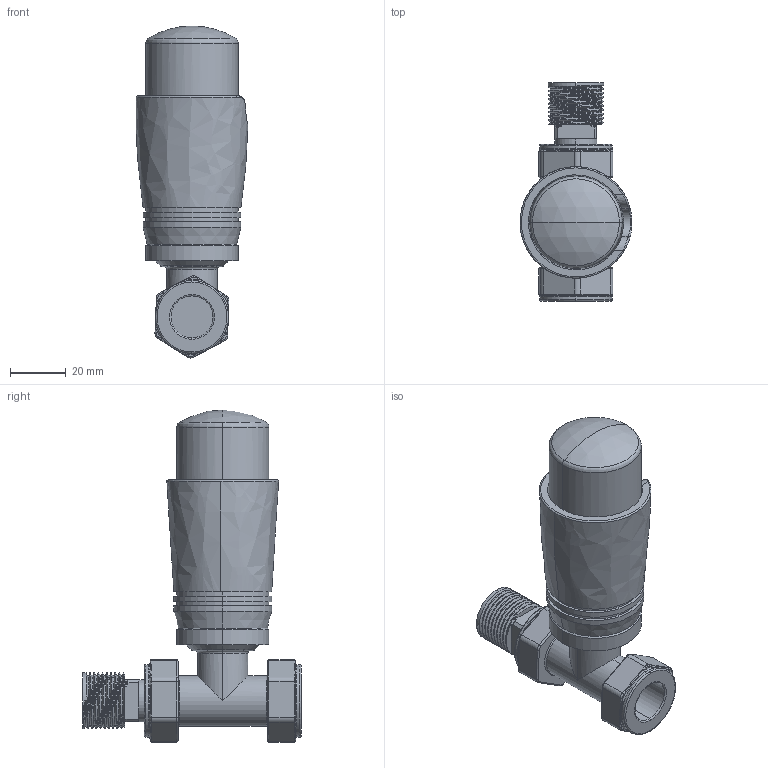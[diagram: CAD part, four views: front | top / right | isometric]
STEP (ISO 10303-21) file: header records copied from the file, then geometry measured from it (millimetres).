
FILE_DESCRIPTION (( 'STEP AP214' ), '1' );
FILE_NAME ('EMAC06 - EMAC07_STEP_V10722.STEP', '2022-07-29T10:54:27', ( '' ), ( '' ), 'SwSTEP 2.0', 'SolidWorks 2019', '' );
FILE_SCHEMA (( 'AUTOMOTIVE_DESIGN' ));
Length unit declared in the file: millimetre
Products named in the file (1): EMAC06 - EMAC07_STEP_V10722
Bounding box: 40.02 x 78 x 118.68 mm (x, y, z)
Volume: 103476.1 mm3; surface area: 26295.5 mm2
Topology: 2 solids, 2 shells, 310 faces, 744 edges, 449 vertices
Faces by surface type: cylinder 98, bspline 88, torus 58, plane 56, cone 8, sphere 2
Entity records: 20114 total; most frequent: CARTESIAN_POINT 13684, ORIENTED_EDGE 1488, DIRECTION 1108, EDGE_CURVE 744, AXIS2_PLACEMENT_3D 461, VERTEX_POINT 449, EDGE_LOOP 321, FACE_OUTER_BOUND 310
